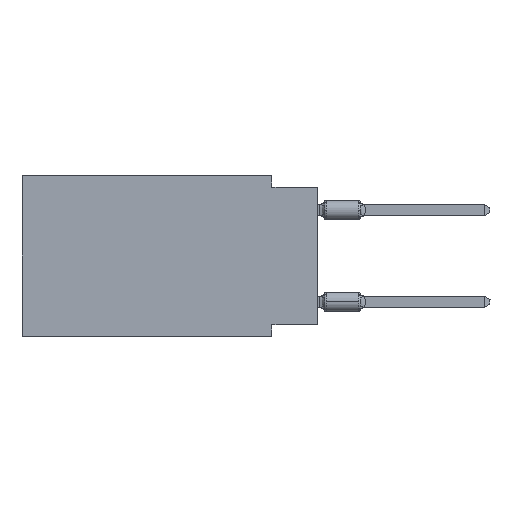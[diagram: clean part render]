
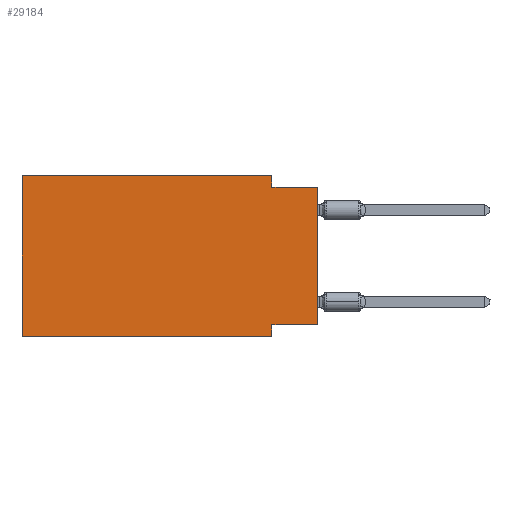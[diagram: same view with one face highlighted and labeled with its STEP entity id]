
A CAD part, left-side view. The second image highlights one B-rep face of the part: STEP entity #29184.
In plain terms, the highlighted planar face has unit normal (-1, 0, 0).
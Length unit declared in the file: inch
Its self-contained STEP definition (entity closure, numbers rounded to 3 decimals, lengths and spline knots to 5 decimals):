
#60 = CARTESIAN_POINT ( 'NONE',  ( 0., 0.1, -0.35 ) ) ;
#411 = CARTESIAN_POINT ( 'NONE',  ( 0., 0.1, 0. ) ) ;
#1915 = DIRECTION ( 'NONE',  ( 0., 0., 1. ) ) ;
#2559 = VERTEX_POINT ( 'NONE', #6960 ) ;
#3406 = EDGE_CURVE ( 'NONE', #56241, #29825, #12351, .T. ) ;
#3767 = DIRECTION ( 'NONE',  ( 0., -1., 0. ) ) ;
#6960 = CARTESIAN_POINT ( 'NONE',  ( 0., 0.1, -0.025 ) ) ;
#7560 = VECTOR ( 'NONE', #18254, 39.37008 ) ;
#11262 = CARTESIAN_POINT ( 'NONE',  ( 0., 0.645, 0. ) ) ;
#12351 = LINE ( 'NONE', #66016, #7560 ) ;
#13271 = EDGE_CURVE ( 'NONE', #25384, #2559, #59220, .T. ) ;
#16777 = LINE ( 'NONE', #59295, #57900 ) ;
#17331 = CARTESIAN_POINT ( 'NONE',  ( 0., 0., -0.325 ) ) ;
#18254 = DIRECTION ( 'NONE',  ( 0., -1., 0. ) ) ;
#18369 = VERTEX_POINT ( 'NONE', #61977 ) ;
#22076 = EDGE_CURVE ( 'NONE', #40456, #29825, #26531, .T. ) ;
#23472 = EDGE_LOOP ( 'NONE', ( #31948, #37552, #51195, #58822, #48191, #57469, #63019, #59845 ) ) ;
#25250 = CARTESIAN_POINT ( 'NONE',  ( 0., 0.1, -0.35 ) ) ;
#25384 = VERTEX_POINT ( 'NONE', #411 ) ;
#25517 = EDGE_CURVE ( 'NONE', #56241, #38404, #16777, .T. ) ;
#25740 = EDGE_CURVE ( 'NONE', #2559, #18369, #35556, .T. ) ;
#26531 = LINE ( 'NONE', #60, #38780 ) ;
#27556 = DIRECTION ( 'NONE',  ( 0., 0., 1. ) ) ;
#28634 = EDGE_CURVE ( 'NONE', #68149, #18369, #44099, .T. ) ;
#29184 = ADVANCED_FACE ( 'NONE', ( #50600 ), #67001, .F. ) ;
#29186 = CARTESIAN_POINT ( 'NONE',  ( 0., 0., -0.325 ) ) ;
#29825 = VERTEX_POINT ( 'NONE', #25250 ) ;
#30230 = LINE ( 'NONE', #51502, #46828 ) ;
#30661 = DIRECTION ( 'NONE',  ( 0., -1., 0. ) ) ;
#31736 = CARTESIAN_POINT ( 'NONE',  ( 0., 0.645, -0.35 ) ) ;
#31948 = ORIENTED_EDGE ( 'NONE', *, *, #28634, .T. ) ;
#32717 = CARTESIAN_POINT ( 'NONE',  ( 0., 0.1, 0. ) ) ;
#34221 = DIRECTION ( 'NONE',  ( 0., 0., -1. ) ) ;
#35277 = DIRECTION ( 'NONE',  ( 1., 0., 0. ) ) ;
#35556 = LINE ( 'NONE', #68308, #41900 ) ;
#37552 = ORIENTED_EDGE ( 'NONE', *, *, #25740, .F. ) ;
#38093 = VECTOR ( 'NONE', #58557, 39.37008 ) ;
#38404 = VERTEX_POINT ( 'NONE', #11262 ) ;
#38780 = VECTOR ( 'NONE', #58258, 39.37008 ) ;
#39902 = VECTOR ( 'NONE', #50461, 39.37008 ) ;
#40456 = VERTEX_POINT ( 'NONE', #52213 ) ;
#41900 = VECTOR ( 'NONE', #30661, 39.37008 ) ;
#44099 = LINE ( 'NONE', #65361, #51586 ) ;
#44185 = EDGE_CURVE ( 'NONE', #38404, #25384, #30230, .T. ) ;
#46828 = VECTOR ( 'NONE', #3767, 39.37008 ) ;
#48191 = ORIENTED_EDGE ( 'NONE', *, *, #25517, .F. ) ;
#50461 = DIRECTION ( 'NONE',  ( 0., 1., 0. ) ) ;
#50600 = FACE_OUTER_BOUND ( 'NONE', #23472, .T. ) ;
#51195 = ORIENTED_EDGE ( 'NONE', *, *, #13271, .F. ) ;
#51502 = CARTESIAN_POINT ( 'NONE',  ( 0., 0.645, 0. ) ) ;
#51586 = VECTOR ( 'NONE', #1915, 39.37008 ) ;
#52213 = CARTESIAN_POINT ( 'NONE',  ( 0., 0.1, -0.325 ) ) ;
#52944 = EDGE_CURVE ( 'NONE', #68149, #40456, #54674, .T. ) ;
#54674 = LINE ( 'NONE', #29186, #39902 ) ;
#56241 = VERTEX_POINT ( 'NONE', #31736 ) ;
#57469 = ORIENTED_EDGE ( 'NONE', *, *, #3406, .T. ) ;
#57900 = VECTOR ( 'NONE', #27556, 39.37008 ) ;
#58258 = DIRECTION ( 'NONE',  ( 0., 0., -1. ) ) ;
#58557 = DIRECTION ( 'NONE',  ( 0., 0., -1. ) ) ;
#58822 = ORIENTED_EDGE ( 'NONE', *, *, #44185, .F. ) ;
#59220 = LINE ( 'NONE', #32717, #38093 ) ;
#59295 = CARTESIAN_POINT ( 'NONE',  ( 0., 0.645, 0. ) ) ;
#59845 = ORIENTED_EDGE ( 'NONE', *, *, #52944, .F. ) ;
#60733 = CARTESIAN_POINT ( 'NONE',  ( 0., 0.645, 0. ) ) ;
#61977 = CARTESIAN_POINT ( 'NONE',  ( 0., 0., -0.025 ) ) ;
#62798 = AXIS2_PLACEMENT_3D ( 'NONE', #60733, #35277, #34221 ) ;
#63019 = ORIENTED_EDGE ( 'NONE', *, *, #22076, .F. ) ;
#65361 = CARTESIAN_POINT ( 'NONE',  ( 0., 0., 0. ) ) ;
#66016 = CARTESIAN_POINT ( 'NONE',  ( 0., 0.645, -0.35 ) ) ;
#67001 = PLANE ( 'NONE',  #62798 ) ;
#68149 = VERTEX_POINT ( 'NONE', #17331 ) ;
#68308 = CARTESIAN_POINT ( 'NONE',  ( 0., 0., -0.025 ) ) ;
